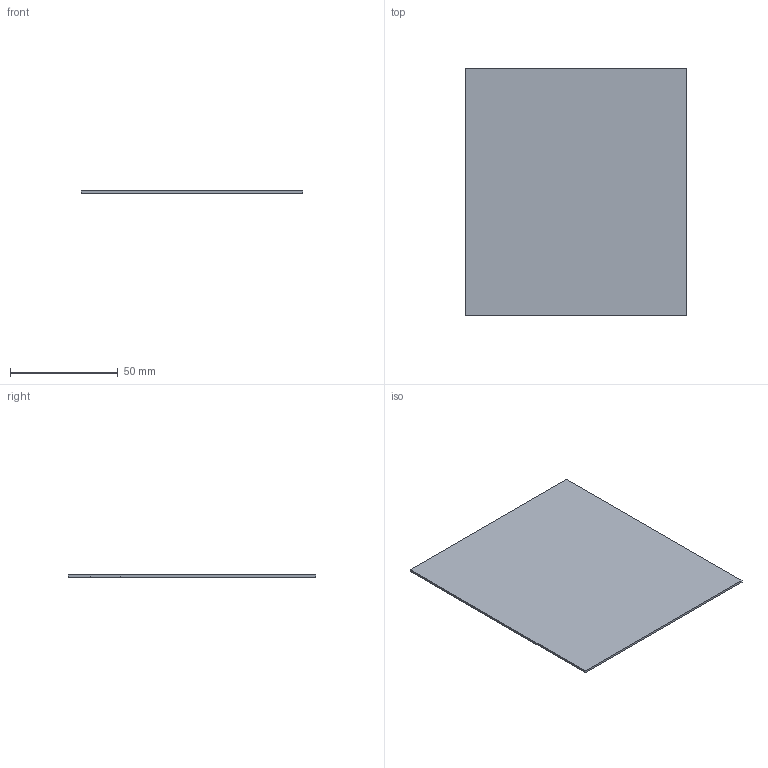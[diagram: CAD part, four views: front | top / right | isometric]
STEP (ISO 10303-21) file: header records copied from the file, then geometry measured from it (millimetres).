
FILE_DESCRIPTION((''),'2;1');
FILE_NAME('25D_MESH','2023-08-17T08:54:38',('ext-kretzp'),(''),'CREO PARAMETRIC BY PTC INC, 2022024','CREO PARAMETRIC BY PTC INC, 2022024','');
FILE_SCHEMA(('AUTOMOTIVE_DESIGN { 1 0 10303 214 1 1 1 1 }'));
Length unit declared in the file: millimetre
Products named in the file (1): 25D_MESH
Bounding box: 102.83 x 115 x 1 mm (x, y, z)
Volume: 11814.6 mm3; surface area: 24066.3 mm2
Topology: 1 solids, 1 shells, 12 faces, 44 edges, 34 vertices
Faces by surface type: plane 12
Entity records: 1001 total; most frequent: COLOUR_RGB 266, CARTESIAN_POINT 95, DIRECTION 94, ORIENTED_EDGE 60, VECTOR 47, LINE 47, EDGE_CURVE 30, AXIS2_PLACEMENT_3D 22
